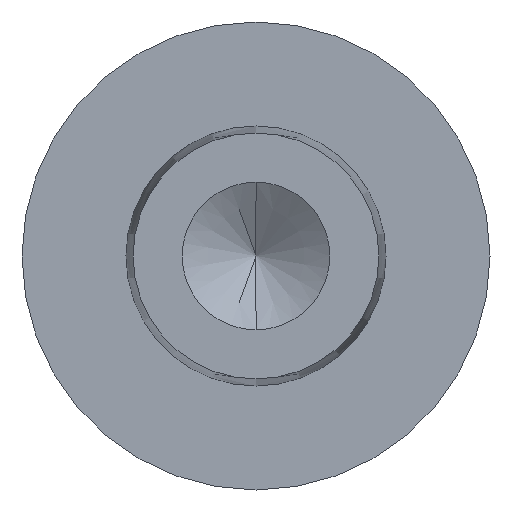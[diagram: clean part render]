
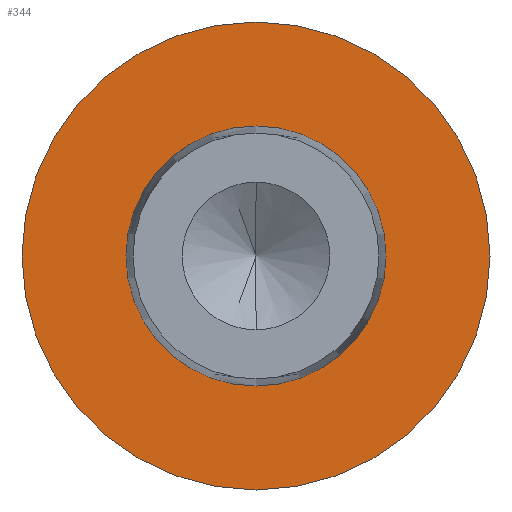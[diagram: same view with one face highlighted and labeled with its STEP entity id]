
A CAD part, front view. The second image highlights one B-rep face of the part: STEP entity #344.
In plain terms, the highlighted planar face has unit normal (0, -1, 0).
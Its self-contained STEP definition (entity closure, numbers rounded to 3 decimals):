
#3 = ORIENTED_EDGE ( 'NONE', *, *, #109, .F. ) ;
#31 = VERTEX_POINT ( 'NONE', #120 ) ;
#41 = FACE_BOUND ( 'NONE', #94, .T. ) ;
#52 = EDGE_CURVE ( 'NONE', #31, #296, #147, .T. ) ;
#78 = EDGE_LOOP ( 'NONE', ( #325, #427 ) ) ;
#94 = EDGE_LOOP ( 'NONE', ( #162, #3 ) ) ;
#95 = DIRECTION ( 'NONE',  ( 0., -1., 0. ) ) ;
#109 = EDGE_CURVE ( 'NONE', #296, #31, #266, .T. ) ;
#111 = DIRECTION ( 'NONE',  ( 0., 1., 0. ) ) ;
#120 = CARTESIAN_POINT ( 'NONE',  ( 0., -0.75, -1.04 ) ) ;
#135 = AXIS2_PLACEMENT_3D ( 'NONE', #247, #276, #352 ) ;
#147 = CIRCLE ( 'NONE', #407, 1.04 ) ;
#152 = PLANE ( 'NONE',  #402 ) ;
#157 = CARTESIAN_POINT ( 'NONE',  ( 0., -0.75, 1.98 ) ) ;
#162 = ORIENTED_EDGE ( 'NONE', *, *, #52, .F. ) ;
#163 = AXIS2_PLACEMENT_3D ( 'NONE', #273, #95, #385 ) ;
#182 = CARTESIAN_POINT ( 'NONE',  ( 0., -0.75, 1.04 ) ) ;
#193 = EDGE_CURVE ( 'NONE', #226, #425, #302, .T. ) ;
#200 = EDGE_CURVE ( 'NONE', #425, #226, #280, .T. ) ;
#226 = VERTEX_POINT ( 'NONE', #447 ) ;
#247 = CARTESIAN_POINT ( 'NONE',  ( 0., -0.75, 0. ) ) ;
#264 = CARTESIAN_POINT ( 'NONE',  ( 0., -0.75, 0. ) ) ;
#266 = CIRCLE ( 'NONE', #327, 1.04 ) ;
#273 = CARTESIAN_POINT ( 'NONE',  ( 0., -0.75, 0. ) ) ;
#276 = DIRECTION ( 'NONE',  ( 0., -1., 0. ) ) ;
#280 = CIRCLE ( 'NONE', #135, 1.98 ) ;
#292 = CARTESIAN_POINT ( 'NONE',  ( -1.98, -0.75, 0. ) ) ;
#296 = VERTEX_POINT ( 'NONE', #182 ) ;
#302 = CIRCLE ( 'NONE', #163, 1.98 ) ;
#304 = DIRECTION ( 'NONE',  ( 0., 0., -1. ) ) ;
#325 = ORIENTED_EDGE ( 'NONE', *, *, #193, .T. ) ;
#327 = AXIS2_PLACEMENT_3D ( 'NONE', #264, #345, #441 ) ;
#344 = ADVANCED_FACE ( 'NONE', ( #41, #360 ), #152, .F. ) ;
#345 = DIRECTION ( 'NONE',  ( 0., -1., 0. ) ) ;
#352 = DIRECTION ( 'NONE',  ( 0., 0., -1. ) ) ;
#360 = FACE_OUTER_BOUND ( 'NONE', #78, .T. ) ;
#380 = DIRECTION ( 'NONE',  ( 0., -1., 0. ) ) ;
#385 = DIRECTION ( 'NONE',  ( 0., 0., -1. ) ) ;
#399 = DIRECTION ( 'NONE',  ( 0., 0., 1. ) ) ;
#402 = AXIS2_PLACEMENT_3D ( 'NONE', #292, #111, #399 ) ;
#407 = AXIS2_PLACEMENT_3D ( 'NONE', #437, #380, #304 ) ;
#425 = VERTEX_POINT ( 'NONE', #157 ) ;
#427 = ORIENTED_EDGE ( 'NONE', *, *, #200, .T. ) ;
#437 = CARTESIAN_POINT ( 'NONE',  ( 0., -0.75, 0. ) ) ;
#441 = DIRECTION ( 'NONE',  ( 0., 0., -1. ) ) ;
#447 = CARTESIAN_POINT ( 'NONE',  ( 0., -0.75, -1.98 ) ) ;
